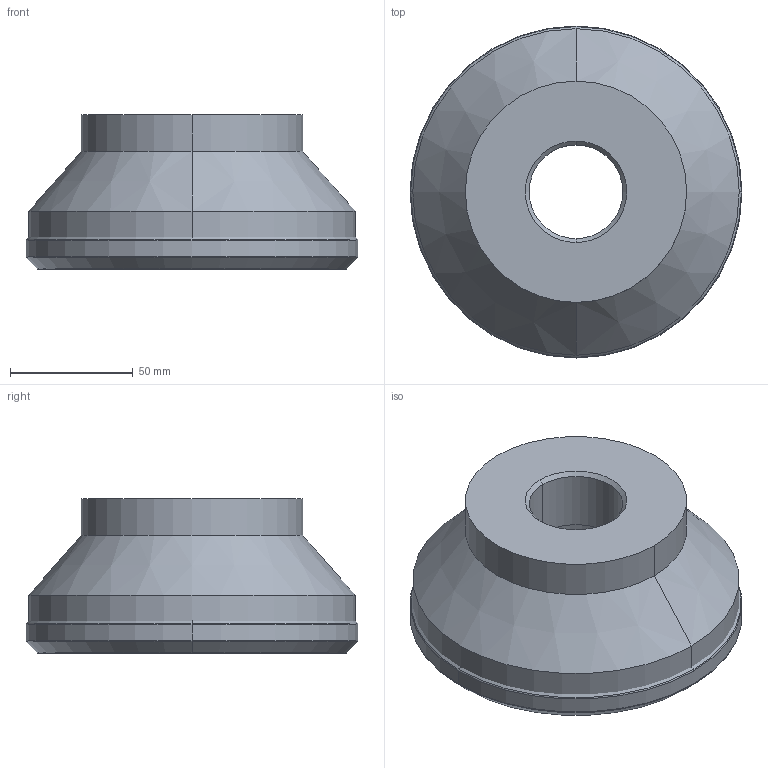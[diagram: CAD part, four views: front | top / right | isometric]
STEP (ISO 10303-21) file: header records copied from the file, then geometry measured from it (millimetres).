
FILE_DESCRIPTION(('no description'),'unknown implementation level');
FILE_NAME('solidDrnE_bRRnqIOJmD_1F9H3HgOi8c_1.STP',' ',('CIMSOURCE GmbH'),('CADClick - KiM GmbH - www.kimweb.de'),'unknown preprocess','ACIS','unknown authorization');
FILE_SCHEMA(('automotive_design'));
Length unit declared in the file: millimetre
Products named in the file (2): 1; 2
Bounding box: 135.02 x 135.02 x 63 mm (x, y, z)
Volume: 549227.9 mm3; surface area: 69234.7 mm2
Topology: 2 solids, 2 shells, 49 faces, 126 edges, 82 vertices
Faces by surface type: cone 16, torus 16, cylinder 12, plane 5
Entity records: 3051 total; most frequent: DIRECTION 332, CARTESIAN_POINT 262, STYLED_ITEM 259, PRESENTATION_STYLE_ASSIGNMENT 259, COLOUR_RGB 259, ORIENTED_EDGE 252, AXIS2_PLACEMENT_3D 152, EDGE_CURVE 126
